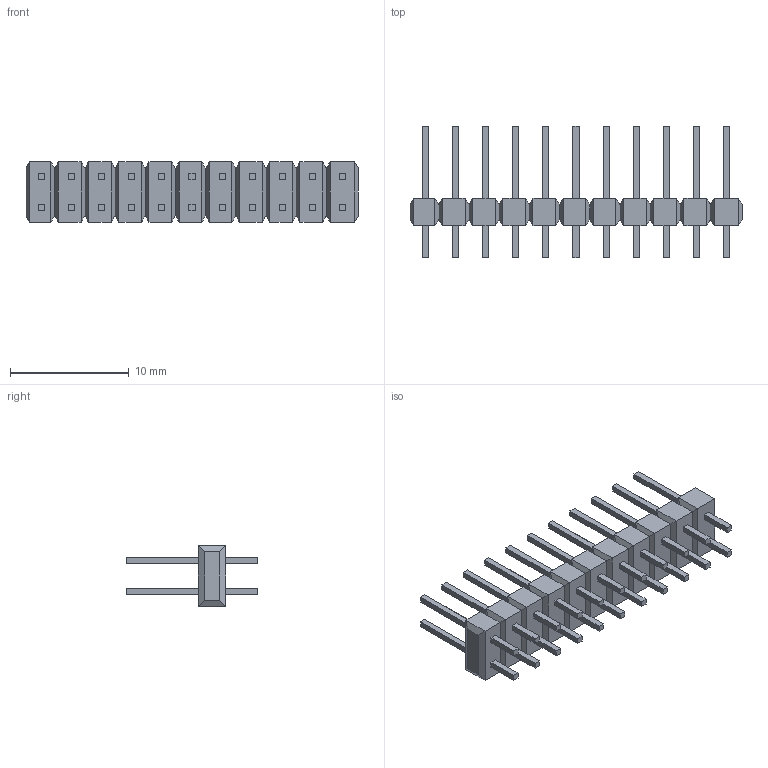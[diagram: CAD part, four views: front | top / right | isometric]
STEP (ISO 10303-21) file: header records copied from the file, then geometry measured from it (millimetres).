
FILE_DESCRIPTION((''),'2;1');
FILE_NAME('010897221','2016-10-25T',('gsharma'),(''),'PRO/ENGINEER BY PARAMETRIC TECHNOLOGY CORPORATION, 2012310','PRO/ENGINEER BY PARAMETRIC TECHNOLOGY CORPORATION, 2012310','');
FILE_SCHEMA(('CONFIG_CONTROL_DESIGN'));
Length unit declared in the file: inch
Products named in the file (1): 010897221
Bounding box: 27.94 x 11.1 x 5.08 mm (x, y, z)
Volume: 349.2 mm3; surface area: 887.4 mm2
Topology: 1 solids, 1 shells, 354 faces, 840 edges, 532 vertices
Faces by surface type: plane 354
Entity records: 9855 total; most frequent: CARTESIAN_POINT 1683, DIRECTION 1594, ORIENTED_EDGE 1592, VECTOR 796, LINE 796, EDGE_CURVE 796, VERTEX_POINT 488, AXIS2_PLACEMENT_3D 399
